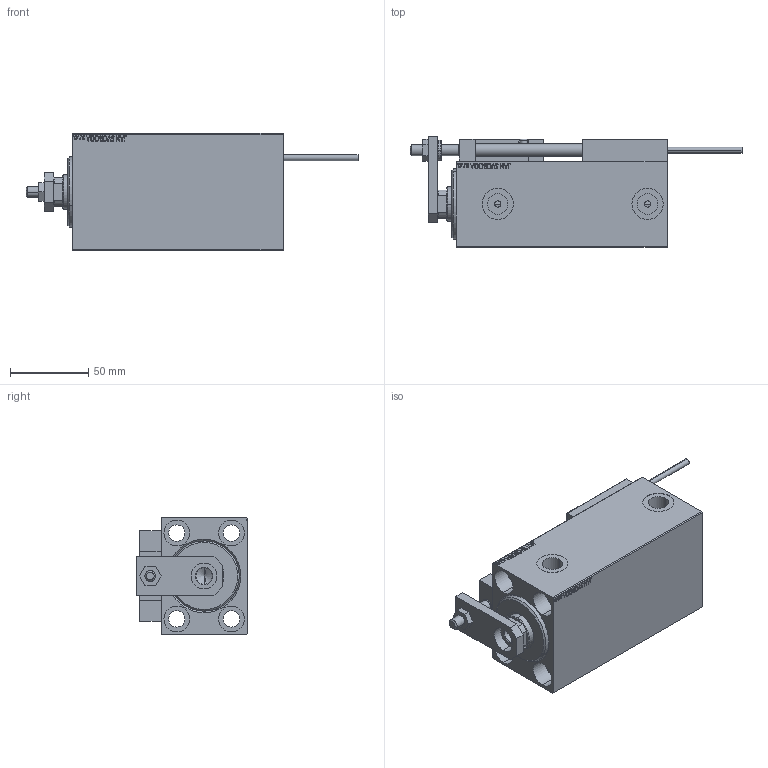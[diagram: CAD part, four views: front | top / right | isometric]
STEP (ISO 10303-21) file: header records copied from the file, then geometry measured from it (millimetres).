
FILE_DESCRIPTION (( 'STEP AP203' ), '1' );
FILE_NAME ('f09a.STEP', '2022-04-17T11:02:48', ( '' ), ( '' ), 'SwSTEP 2.0', 'SolidWorks 2019', '' );
FILE_SCHEMA (( 'CONFIG_CONTROL_DESIGN' ));
Length unit declared in the file: millimetre
Products named in the file (15): ZARAZKA 711172e07efb20c32777d79e3ff36d30; SWITCH X 711172e07efb20c32777d79e3ff36d30; f09a; Block 711172e07efb20c32777d79e3ff36d30; SWITCH_X_FRONT_BACK 711172e07efb20c32777d79e3ff36d30; MAGNET 711172e07efb20c32777d79e3ff36d30; ALLEN BOLT D5 711172e07efb20c32777d79e3ff36d30; SWITCH DIM B,W 711172e07efb20c32777d79e3ff36d30; V450CM_C_Body 711172e07efb20c32777d79e3ff36d30; TYC_L79 711172e07efb20c32777d79e3ff36d30; NUT_D12 711172e07efb20c32777d79e3ff36d30; V450CM_VC_B 711172e07efb20c32777d79e3ff36d30; ALLEN BOLT D8 711172e07efb20c32777d79e3ff36d30; V450CM_C_VCP 711172e07efb20c32777d79e3ff36d30; KONCOVKA 711172e07efb20c32777d79e3ff36d30
Assembly tree (24 placements, depth 3):
  f09a
    V450CM_C_Body 711172e07efb20c32777d79e3ff36d30
    SWITCH X 711172e07efb20c32777d79e3ff36d30
      SWITCH_X_FRONT_BACK 711172e07efb20c32777d79e3ff36d30  x2
      TYC_L79 711172e07efb20c32777d79e3ff36d30
      Block 711172e07efb20c32777d79e3ff36d30  x2
      ALLEN BOLT D5 711172e07efb20c32777d79e3ff36d30  x4
      ALLEN BOLT D8 711172e07efb20c32777d79e3ff36d30  x4
      MAGNET 711172e07efb20c32777d79e3ff36d30  x2
      KONCOVKA 711172e07efb20c32777d79e3ff36d30  x2
    NUT_D12 711172e07efb20c32777d79e3ff36d30
    SWITCH DIM B,W 711172e07efb20c32777d79e3ff36d30
    ZARAZKA 711172e07efb20c32777d79e3ff36d30
    V450CM_C_VCP 711172e07efb20c32777d79e3ff36d30
    V450CM_VC_B 711172e07efb20c32777d79e3ff36d30
Bounding box: 212.7 x 70.5 x 75 mm (x, y, z)
Volume: 513615.2 mm3; surface area: 122785.6 mm2
Topology: 23 solids, 23 shells, 1299 faces, 3114 edges, 1991 vertices
Faces by surface type: plane 565, bspline 380, cylinder 200, cone 106, torus 44, sphere 4
Entity records: 50925 total; most frequent: CARTESIAN_POINT 26223, ORIENTED_EDGE 5248, DIRECTION 3550, EDGE_CURVE 2624, VERTEX_POINT 1715, VECTOR 1502, LINE 1502, EDGE_LOOP 1215
